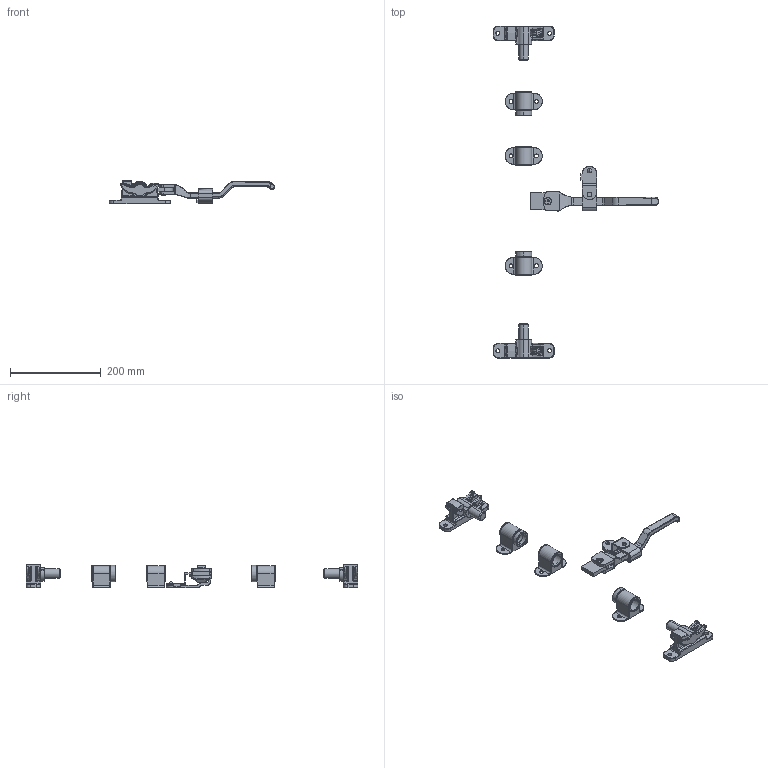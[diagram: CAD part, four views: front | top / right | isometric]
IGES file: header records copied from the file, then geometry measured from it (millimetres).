
Start section: SolidWorks IGES file using analytic representation for surfaces
Global section: file name: FA-1810-2A.IGS,15; native system: HSolidWorks 2014; preprocessor: SolidWorks 2014; author: 1337yo; date: 181220.142352; units: millimetre
Bounding box: 364.34 x 731 x 52.5 mm (x, y, z)
Surface area: 187609.2 mm2 (no closed solid volume)
Topology: 0 solids, 0 shells, 805 faces, 10669 edges, 10652 vertices
Faces by surface type: bspline 431, revolution 374
